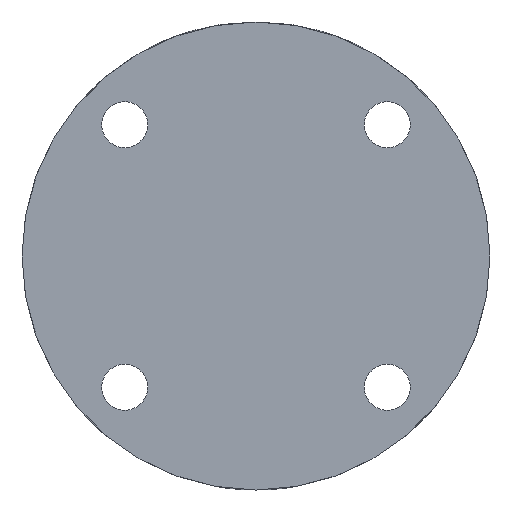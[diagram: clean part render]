
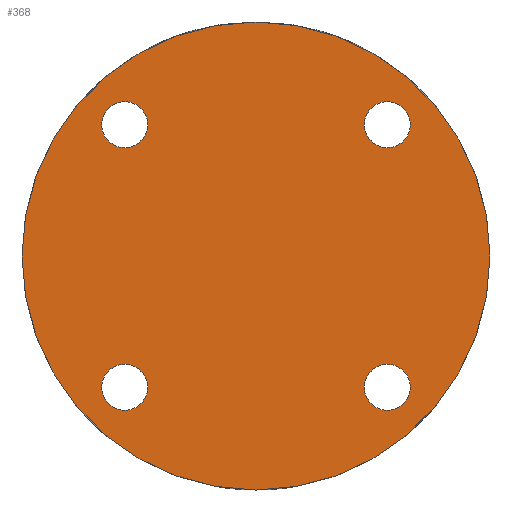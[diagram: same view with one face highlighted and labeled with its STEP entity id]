
A CAD part, front view. The second image highlights one B-rep face of the part: STEP entity #368.
In plain terms, the highlighted planar face has unit normal (0, -1, 0).
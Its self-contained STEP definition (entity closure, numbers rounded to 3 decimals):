
#18=PLANE('',#427);
#23=FACE_BOUND('',#69,.T.);
#24=FACE_BOUND('',#70,.T.);
#25=FACE_BOUND('',#71,.T.);
#26=FACE_BOUND('',#72,.T.);
#48=FACE_OUTER_BOUND('',#68,.T.);
#68=EDGE_LOOP('',(#325));
#69=EDGE_LOOP('',(#326));
#70=EDGE_LOOP('',(#327));
#71=EDGE_LOOP('',(#328));
#72=EDGE_LOOP('',(#329));
#123=CIRCLE('',#396,31.5);
#129=CIRCLE('',#404,3.1);
#133=CIRCLE('',#410,3.1);
#137=CIRCLE('',#416,3.1);
#141=CIRCLE('',#422,3.1);
#158=VERTEX_POINT('',#578);
#169=VERTEX_POINT('',#664);
#172=VERTEX_POINT('',#675);
#175=VERTEX_POINT('',#686);
#178=VERTEX_POINT('',#697);
#195=EDGE_CURVE('',#158,#158,#123,.T.);
#208=EDGE_CURVE('',#169,#169,#129,.T.);
#214=EDGE_CURVE('',#172,#172,#133,.T.);
#220=EDGE_CURVE('',#175,#175,#137,.T.);
#226=EDGE_CURVE('',#178,#178,#141,.T.);
#325=ORIENTED_EDGE('',*,*,#195,.T.);
#326=ORIENTED_EDGE('',*,*,#208,.T.);
#327=ORIENTED_EDGE('',*,*,#226,.T.);
#328=ORIENTED_EDGE('',*,*,#214,.T.);
#329=ORIENTED_EDGE('',*,*,#220,.T.);
#368=ADVANCED_FACE('',(#48,#23,#24,#25,#26),#18,.T.);
#396=AXIS2_PLACEMENT_3D('',#580,#455,#456);
#404=AXIS2_PLACEMENT_3D('',#666,#472,#473);
#410=AXIS2_PLACEMENT_3D('',#677,#486,#487);
#416=AXIS2_PLACEMENT_3D('',#688,#500,#501);
#422=AXIS2_PLACEMENT_3D('',#699,#514,#515);
#427=AXIS2_PLACEMENT_3D('',#717,#532,#533);
#455=DIRECTION('center_axis',(0.,-1.,0.));
#456=DIRECTION('ref_axis',(1.,0.,0.));
#472=DIRECTION('center_axis',(0.,1.,0.));
#473=DIRECTION('ref_axis',(1.,0.,0.));
#486=DIRECTION('center_axis',(0.,1.,0.));
#487=DIRECTION('ref_axis',(1.,0.,0.));
#500=DIRECTION('center_axis',(0.,1.,0.));
#501=DIRECTION('ref_axis',(1.,0.,0.));
#514=DIRECTION('center_axis',(0.,1.,0.));
#515=DIRECTION('ref_axis',(1.,0.,0.));
#532=DIRECTION('center_axis',(0.,-1.,0.));
#533=DIRECTION('ref_axis',(1.,0.,0.));
#578=CARTESIAN_POINT('',(22.17,-82.837,40.25));
#580=CARTESIAN_POINT('Origin',(22.17,-82.837,8.75));
#664=CARTESIAN_POINT('',(42.948,-82.837,26.428));
#666=CARTESIAN_POINT('Origin',(39.848,-82.837,26.428));
#675=CARTESIAN_POINT('',(42.948,-82.837,-8.928));
#677=CARTESIAN_POINT('Origin',(39.848,-82.837,-8.928));
#686=CARTESIAN_POINT('',(7.593,-82.837,26.428));
#688=CARTESIAN_POINT('Origin',(4.493,-82.837,26.428));
#697=CARTESIAN_POINT('',(7.593,-82.837,-8.928));
#699=CARTESIAN_POINT('Origin',(4.493,-82.837,-8.928));
#717=CARTESIAN_POINT('Origin',(22.17,-82.837,8.75));
